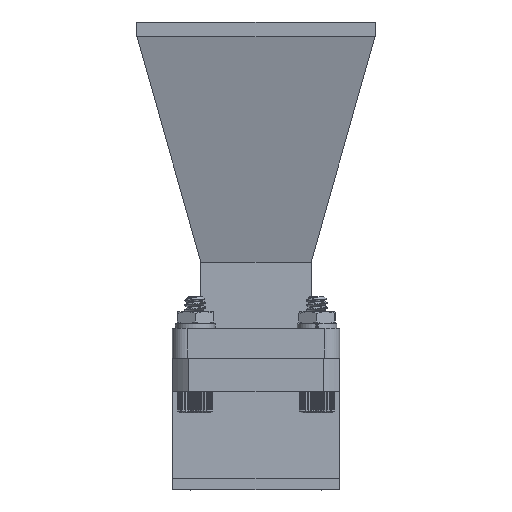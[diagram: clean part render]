
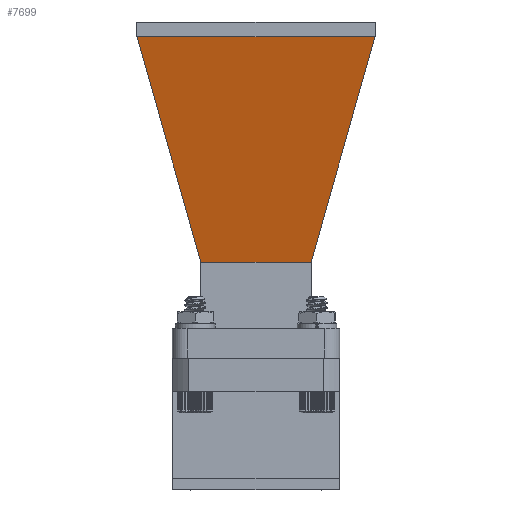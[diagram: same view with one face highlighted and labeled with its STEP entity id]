
A CAD part, front view. The second image highlights one B-rep face of the part: STEP entity #7699.
In plain terms, the highlighted face is planar.
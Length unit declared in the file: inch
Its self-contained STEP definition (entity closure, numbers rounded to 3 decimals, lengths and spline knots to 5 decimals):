
#99 = PLANE ( 'NONE',  #14625 ) ;
#1109 = DIRECTION ( 'NONE',  ( -0.241, -0.265, 0.934 ) ) ;
#1658 = DIRECTION ( 'NONE',  ( -0.249, 0., 0.968 ) ) ;
#2962 = ORIENTED_EDGE ( 'NONE', *, *, #5784, .T. ) ;
#3522 = DIRECTION ( 'NONE',  ( -0.968, 0., -0.249 ) ) ;
#4320 = CARTESIAN_POINT ( 'NONE',  ( -0.16465, 0.29001, 1.96206 ) ) ;
#5159 = DIRECTION ( 'NONE',  ( 0., 1., 0. ) ) ;
#5699 = EDGE_CURVE ( 'NONE', #13621, #6731, #13721, .T. ) ;
#5784 = EDGE_CURVE ( 'NONE', #10032, #20284, #11947, .T. ) ;
#6731 = VERTEX_POINT ( 'NONE', #21345 ) ;
#7024 = VECTOR ( 'NONE', #15882, 39.37008 ) ;
#7699 = ADVANCED_FACE ( 'NONE', ( #18729 ), #99, .T. ) ;
#8663 = VECTOR ( 'NONE', #1109, 39.37008 ) ;
#8698 = CARTESIAN_POINT ( 'NONE',  ( -0.16465, 0., 1.96206 ) ) ;
#10032 = VERTEX_POINT ( 'NONE', #4320 ) ;
#10369 = VECTOR ( 'NONE', #5159, 39.37008 ) ;
#10778 = CARTESIAN_POINT ( 'NONE',  ( -0.47112, 0.62718, 3.15207 ) ) ;
#11500 = CARTESIAN_POINT ( 'NONE',  ( -0.16465, -0.29001, 1.96206 ) ) ;
#11947 = LINE ( 'NONE', #8698, #17474 ) ;
#12358 = EDGE_CURVE ( 'NONE', #20284, #13621, #19734, .T. ) ;
#12831 = ORIENTED_EDGE ( 'NONE', *, *, #5699, .T. ) ;
#13574 = EDGE_CURVE ( 'NONE', #6731, #10032, #21298, .T. ) ;
#13621 = VERTEX_POINT ( 'NONE', #14879 ) ;
#13721 = LINE ( 'NONE', #17154, #10369 ) ;
#14625 = AXIS2_PLACEMENT_3D ( 'NONE', #15175, #3522, #1658 ) ;
#14879 = CARTESIAN_POINT ( 'NONE',  ( -0.47112, -0.62718, 3.15207 ) ) ;
#15175 = CARTESIAN_POINT ( 'NONE',  ( -0.3235, 0., 2.57887 ) ) ;
#15390 = EDGE_LOOP ( 'NONE', ( #12831, #17005, #2962, #19090 ) ) ;
#15703 = DIRECTION ( 'NONE',  ( 0., -1., 0. ) ) ;
#15882 = DIRECTION ( 'NONE',  ( 0.241, -0.265, -0.934 ) ) ;
#17005 = ORIENTED_EDGE ( 'NONE', *, *, #13574, .T. ) ;
#17154 = CARTESIAN_POINT ( 'NONE',  ( -0.47112, 0., 3.15207 ) ) ;
#17474 = VECTOR ( 'NONE', #15703, 39.37008 ) ;
#18729 = FACE_OUTER_BOUND ( 'NONE', #15390, .T. ) ;
#19090 = ORIENTED_EDGE ( 'NONE', *, *, #12358, .T. ) ;
#19734 = LINE ( 'NONE', #20951, #8663 ) ;
#20284 = VERTEX_POINT ( 'NONE', #11500 ) ;
#20951 = CARTESIAN_POINT ( 'NONE',  ( -0.16465, -0.29001, 1.96206 ) ) ;
#21298 = LINE ( 'NONE', #10778, #7024 ) ;
#21345 = CARTESIAN_POINT ( 'NONE',  ( -0.47112, 0.62718, 3.15207 ) ) ;
